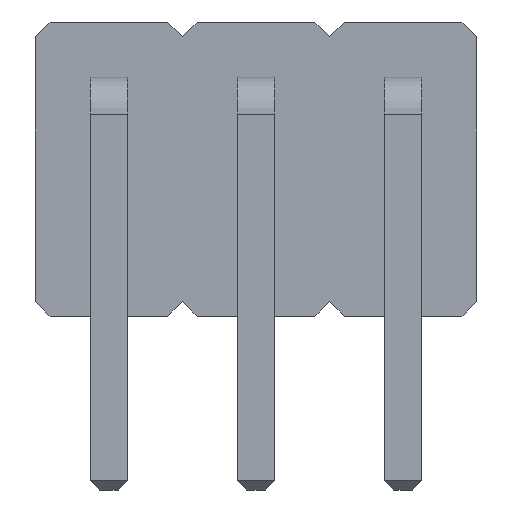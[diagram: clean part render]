
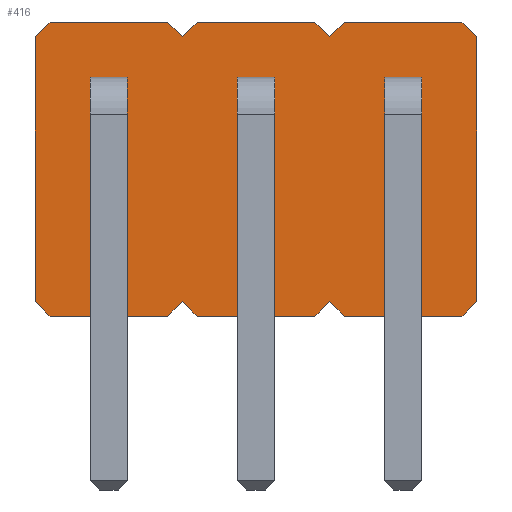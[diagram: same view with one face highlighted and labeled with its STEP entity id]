
A CAD part, left-side view. The second image highlights one B-rep face of the part: STEP entity #416.
In plain terms, the highlighted planar face has unit normal (-1, 0, 0).
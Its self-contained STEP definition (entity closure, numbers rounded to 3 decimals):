
#13=DIRECTION('',(0.,0.,1.));
#22=VERTEX_POINT('',#23);
#23=CARTESIAN_POINT('',(4.04,1.27,0.254));
#34=VECTOR('',#35,1.);
#35=DIRECTION('',(0.,-0.707,-0.707));
#38=VERTEX_POINT('',#39);
#39=CARTESIAN_POINT('',(4.04,1.016,0.));
#42=EDGE_CURVE('',#22,#38,#43,.T.);
#43=LINE('',#23,#34);
#46=DIRECTION('',(0.,0.707,-0.707));
#56=VECTOR('',#57,1.);
#57=DIRECTION('',(0.,-1.,0.));
#60=VERTEX_POINT('',#61);
#61=CARTESIAN_POINT('',(4.04,-1.016,0.));
#64=EDGE_CURVE('',#38,#60,#65,.T.);
#65=LINE('',#39,#56);
#78=VECTOR('',#79,1.);
#79=DIRECTION('',(0.,-0.707,0.707));
#82=VERTEX_POINT('',#83);
#83=CARTESIAN_POINT('',(4.04,-1.27,0.254));
#86=EDGE_CURVE('',#60,#82,#87,.T.);
#87=LINE('',#61,#78);
#102=VERTEX_POINT('',#103);
#103=CARTESIAN_POINT('',(4.04,-1.524,0.));
#106=EDGE_CURVE('',#82,#102,#107,.T.);
#107=LINE('',#83,#34);
#121=VERTEX_POINT('',#122);
#122=CARTESIAN_POINT('',(4.04,-3.556,0.));
#125=EDGE_CURVE('',#102,#121,#126,.T.);
#126=LINE('',#103,#56);
#140=VERTEX_POINT('',#141);
#141=CARTESIAN_POINT('',(4.04,-3.81,0.254));
#144=EDGE_CURVE('',#121,#140,#145,.T.);
#145=LINE('',#122,#78);
#159=VERTEX_POINT('',#160);
#160=CARTESIAN_POINT('',(4.04,-4.064,0.));
#163=EDGE_CURVE('',#140,#159,#164,.T.);
#164=LINE('',#141,#34);
#178=VERTEX_POINT('',#179);
#179=CARTESIAN_POINT('',(4.04,-6.096,0.));
#182=EDGE_CURVE('',#159,#178,#183,.T.);
#183=LINE('',#160,#56);
#197=VERTEX_POINT('',#198);
#198=CARTESIAN_POINT('',(4.04,-6.35,0.254));
#201=EDGE_CURVE('',#178,#197,#202,.T.);
#202=LINE('',#179,#78);
#214=VECTOR('',#13,1.);
#217=VERTEX_POINT('',#218);
#218=CARTESIAN_POINT('',(4.04,-6.35,4.826));
#221=EDGE_CURVE('',#197,#217,#222,.T.);
#222=LINE('',#198,#214);
#234=VECTOR('',#235,1.);
#235=DIRECTION('',(0.,0.707,0.707));
#238=VERTEX_POINT('',#239);
#239=CARTESIAN_POINT('',(4.04,-6.096,5.08));
#242=EDGE_CURVE('',#217,#238,#243,.T.);
#243=LINE('',#218,#234);
#255=VECTOR('',#256,1.);
#256=DIRECTION('',(0.,1.,0.));
#259=VERTEX_POINT('',#260);
#260=CARTESIAN_POINT('',(4.04,-4.064,5.08));
#263=EDGE_CURVE('',#238,#259,#264,.T.);
#264=LINE('',#239,#255);
#276=VECTOR('',#46,1.);
#279=VERTEX_POINT('',#280);
#280=CARTESIAN_POINT('',(4.04,-3.81,4.826));
#283=EDGE_CURVE('',#259,#279,#284,.T.);
#284=LINE('',#260,#276);
#298=VERTEX_POINT('',#299);
#299=CARTESIAN_POINT('',(4.04,-3.556,5.08));
#302=EDGE_CURVE('',#279,#298,#303,.T.);
#303=LINE('',#280,#234);
#317=VERTEX_POINT('',#318);
#318=CARTESIAN_POINT('',(4.04,-1.524,5.08));
#321=EDGE_CURVE('',#298,#317,#322,.T.);
#322=LINE('',#299,#255);
#336=VERTEX_POINT('',#337);
#337=CARTESIAN_POINT('',(4.04,-1.27,4.826));
#340=EDGE_CURVE('',#317,#336,#341,.T.);
#341=LINE('',#318,#276);
#355=VERTEX_POINT('',#356);
#356=CARTESIAN_POINT('',(4.04,-1.016,5.08));
#359=EDGE_CURVE('',#336,#355,#360,.T.);
#360=LINE('',#337,#234);
#374=VERTEX_POINT('',#375);
#375=CARTESIAN_POINT('',(4.04,1.016,5.08));
#378=EDGE_CURVE('',#355,#374,#379,.T.);
#379=LINE('',#356,#255);
#393=VERTEX_POINT('',#394);
#394=CARTESIAN_POINT('',(4.04,1.27,4.826));
#397=EDGE_CURVE('',#374,#393,#398,.T.);
#398=LINE('',#375,#276);
#408=VECTOR('',#409,1.);
#409=DIRECTION('',(0.,0.,-1.));
#412=EDGE_CURVE('',#393,#22,#413,.T.);
#413=LINE('',#394,#408);
#416=ADVANCED_FACE('',(#417),#439,.T.);
#417=FACE_BOUND('',#418,.T.);
#418=EDGE_LOOP('',(#419,#420,#421,#422,#423,#424,#425,#426,#427,#428,#429,#430,#431,#432,#433,#434,#435,#436,#437,#438));
#419=ORIENTED_EDGE('',*,*,#42,.T.);
#420=ORIENTED_EDGE('',*,*,#64,.T.);
#421=ORIENTED_EDGE('',*,*,#86,.T.);
#422=ORIENTED_EDGE('',*,*,#106,.T.);
#423=ORIENTED_EDGE('',*,*,#125,.T.);
#424=ORIENTED_EDGE('',*,*,#144,.T.);
#425=ORIENTED_EDGE('',*,*,#163,.T.);
#426=ORIENTED_EDGE('',*,*,#182,.T.);
#427=ORIENTED_EDGE('',*,*,#201,.T.);
#428=ORIENTED_EDGE('',*,*,#221,.T.);
#429=ORIENTED_EDGE('',*,*,#242,.T.);
#430=ORIENTED_EDGE('',*,*,#263,.T.);
#431=ORIENTED_EDGE('',*,*,#283,.T.);
#432=ORIENTED_EDGE('',*,*,#302,.T.);
#433=ORIENTED_EDGE('',*,*,#321,.T.);
#434=ORIENTED_EDGE('',*,*,#340,.T.);
#435=ORIENTED_EDGE('',*,*,#359,.T.);
#436=ORIENTED_EDGE('',*,*,#378,.T.);
#437=ORIENTED_EDGE('',*,*,#397,.T.);
#438=ORIENTED_EDGE('',*,*,#412,.T.);
#439=PLANE('',#440);
#440=AXIS2_PLACEMENT_3D('',#441,#442,#443);
#441=CARTESIAN_POINT('',(4.04,-2.54,2.54));
#442=DIRECTION('',(-1.,0.,0.));
#443=DIRECTION('',(0.,-1.,0.));
